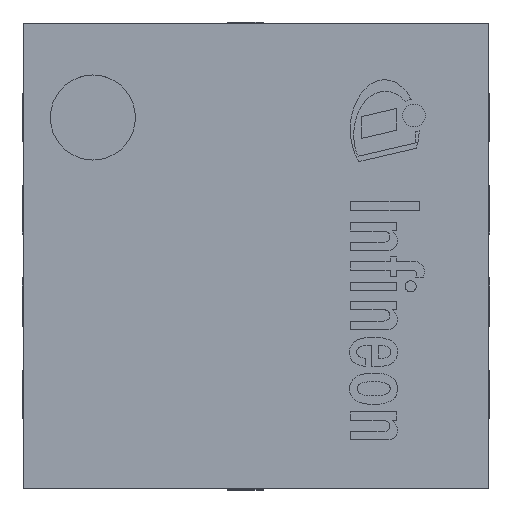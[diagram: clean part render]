
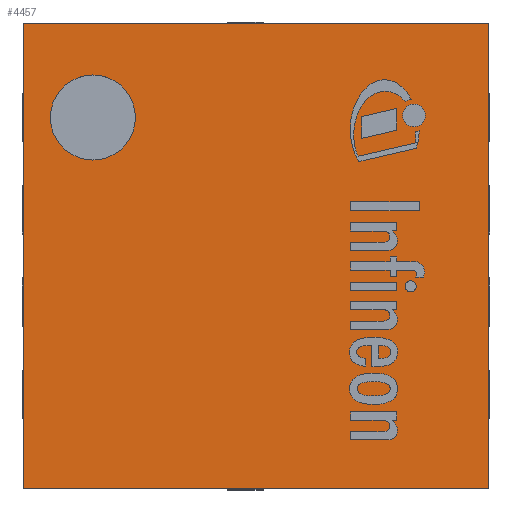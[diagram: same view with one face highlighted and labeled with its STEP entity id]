
A CAD part, top view. The second image highlights one B-rep face of the part: STEP entity #4457.
In plain terms, the highlighted planar face has unit normal (0, 0, 1).
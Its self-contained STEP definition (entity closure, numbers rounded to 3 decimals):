
#60=LINE('',#6700,#495);
#64=LINE('',#6708,#499);
#67=LINE('',#6714,#502);
#70=LINE('',#6719,#505);
#495=VECTOR('',#5257,1.);
#499=VECTOR('',#5263,1.);
#502=VECTOR('',#5268,1.);
#505=VECTOR('',#5273,1.);
#935=PLANE('',#4749);
#1081=FACE_BOUND('',#1365,.T.);
#1095=FACE_OUTER_BOUND('',#1364,.T.);
#1364=EDGE_LOOP('',(#3010,#3011,#3012,#3013));
#1365=EDGE_LOOP('',(#3014));
#1634=CIRCLE('',#4742,0.3);
#1870=VERTEX_POINT('',#6692);
#1872=VERTEX_POINT('',#6698);
#1873=VERTEX_POINT('',#6699);
#1876=VERTEX_POINT('',#6707);
#1878=VERTEX_POINT('',#6713);
#2320=EDGE_CURVE('',#1870,#1870,#1634,.T.);
#2322=EDGE_CURVE('',#1872,#1873,#60,.T.);
#2326=EDGE_CURVE('',#1873,#1876,#64,.T.);
#2329=EDGE_CURVE('',#1876,#1878,#67,.T.);
#2332=EDGE_CURVE('',#1878,#1872,#70,.T.);
#3010=ORIENTED_EDGE('',*,*,#2322,.F.);
#3011=ORIENTED_EDGE('',*,*,#2332,.F.);
#3012=ORIENTED_EDGE('',*,*,#2329,.F.);
#3013=ORIENTED_EDGE('',*,*,#2326,.F.);
#3014=ORIENTED_EDGE('',*,*,#2320,.T.);
#4457=ADVANCED_FACE('',(#1095,#1081),#935,.T.);
#4742=AXIS2_PLACEMENT_3D('',#6693,#5249,#5250);
#4749=AXIS2_PLACEMENT_3D('',#6721,#5275,#5276);
#5249=DIRECTION('center_axis',(0.,0.,-1.));
#5250=DIRECTION('ref_axis',(0.,1.,0.));
#5257=DIRECTION('',(0.,1.,0.));
#5263=DIRECTION('',(1.,0.,0.));
#5268=DIRECTION('',(0.,-1.,0.));
#5273=DIRECTION('',(-1.,0.,0.));
#5275=DIRECTION('center_axis',(0.,0.,1.));
#5276=DIRECTION('ref_axis',(0.,-1.,0.));
#6692=CARTESIAN_POINT('',(-1.15,0.675,1.));
#6693=CARTESIAN_POINT('Origin',(-1.15,0.975,1.));
#6698=CARTESIAN_POINT('',(-1.64,-1.64,1.));
#6699=CARTESIAN_POINT('',(-1.64,1.64,1.));
#6700=CARTESIAN_POINT('',(-1.64,-1.64,1.));
#6707=CARTESIAN_POINT('',(1.64,1.64,1.));
#6708=CARTESIAN_POINT('',(-1.64,1.64,1.));
#6713=CARTESIAN_POINT('',(1.64,-1.64,1.));
#6714=CARTESIAN_POINT('',(1.64,1.64,1.));
#6719=CARTESIAN_POINT('',(1.64,-1.64,1.));
#6721=CARTESIAN_POINT('Origin',(0.,0.,
1.));
